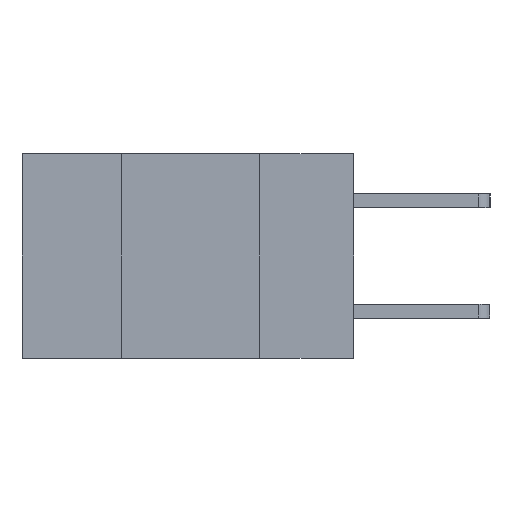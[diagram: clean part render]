
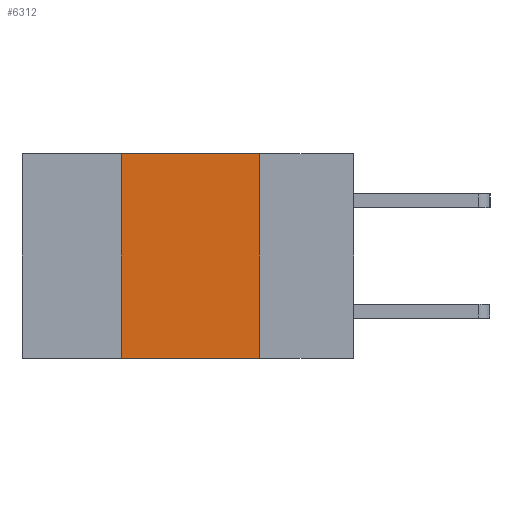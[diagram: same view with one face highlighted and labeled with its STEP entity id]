
A CAD part, left-side view. The second image highlights one B-rep face of the part: STEP entity #6312.
In plain terms, the highlighted planar face has unit normal (-1, 0, 0).
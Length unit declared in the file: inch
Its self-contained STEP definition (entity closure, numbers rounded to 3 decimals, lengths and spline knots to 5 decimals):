
#120 = LINE ( 'NONE', #1051, #2637 ) ;
#170 = DIRECTION ( 'NONE',  ( 0., 0., 1. ) ) ;
#546 = EDGE_CURVE ( 'NONE', #10389, #9964, #6741, .T. ) ;
#728 = DIRECTION ( 'NONE',  ( 1., 0., 0. ) ) ;
#1051 = CARTESIAN_POINT ( 'NONE',  ( 0., 0.42, 0. ) ) ;
#1170 = ORIENTED_EDGE ( 'NONE', *, *, #546, .T. ) ;
#1430 = CARTESIAN_POINT ( 'NONE',  ( 0., 0.42, 0. ) ) ;
#1934 = ORIENTED_EDGE ( 'NONE', *, *, #6678, .F. ) ;
#2119 = AXIS2_PLACEMENT_3D ( 'NONE', #4348, #728, #9771 ) ;
#2151 = VERTEX_POINT ( 'NONE', #1430 ) ;
#2630 = VECTOR ( 'NONE', #2941, 39.37008 ) ;
#2637 = VECTOR ( 'NONE', #170, 39.37008 ) ;
#2684 = CARTESIAN_POINT ( 'NONE',  ( 0., 0.6, 0. ) ) ;
#2829 = EDGE_LOOP ( 'NONE', ( #4255, #1934, #10618, #1170 ) ) ;
#2941 = DIRECTION ( 'NONE',  ( 0., 0., -1. ) ) ;
#3259 = CARTESIAN_POINT ( 'NONE',  ( 0., 0.17, -0.37 ) ) ;
#3466 = DIRECTION ( 'NONE',  ( 0., -1., 0. ) ) ;
#4255 = ORIENTED_EDGE ( 'NONE', *, *, #8327, .F. ) ;
#4348 = CARTESIAN_POINT ( 'NONE',  ( 0., 0.6, 0. ) ) ;
#4432 = CARTESIAN_POINT ( 'NONE',  ( 0., 0.42, -0.37 ) ) ;
#4453 = PLANE ( 'NONE',  #2119 ) ;
#5005 = VECTOR ( 'NONE', #9401, 39.37008 ) ;
#5868 = VERTEX_POINT ( 'NONE', #7839 ) ;
#6312 = ADVANCED_FACE ( 'NONE', ( #8927 ), #4453, .F. ) ;
#6678 = EDGE_CURVE ( 'NONE', #2151, #5868, #10590, .T. ) ;
#6741 = LINE ( 'NONE', #10338, #5005 ) ;
#7013 = VECTOR ( 'NONE', #3466, 39.37008 ) ;
#7402 = CARTESIAN_POINT ( 'NONE',  ( 0., 0.17, 0. ) ) ;
#7839 = CARTESIAN_POINT ( 'NONE',  ( 0., 0.17, 0. ) ) ;
#8327 = EDGE_CURVE ( 'NONE', #5868, #9964, #10107, .T. ) ;
#8927 = FACE_OUTER_BOUND ( 'NONE', #2829, .T. ) ;
#9297 = EDGE_CURVE ( 'NONE', #10389, #2151, #120, .T. ) ;
#9401 = DIRECTION ( 'NONE',  ( 0., -1., 0. ) ) ;
#9771 = DIRECTION ( 'NONE',  ( 0., 0., -1. ) ) ;
#9964 = VERTEX_POINT ( 'NONE', #3259 ) ;
#10107 = LINE ( 'NONE', #7402, #2630 ) ;
#10338 = CARTESIAN_POINT ( 'NONE',  ( 0., 0.6, -0.37 ) ) ;
#10389 = VERTEX_POINT ( 'NONE', #4432 ) ;
#10590 = LINE ( 'NONE', #2684, #7013 ) ;
#10618 = ORIENTED_EDGE ( 'NONE', *, *, #9297, .F. ) ;
